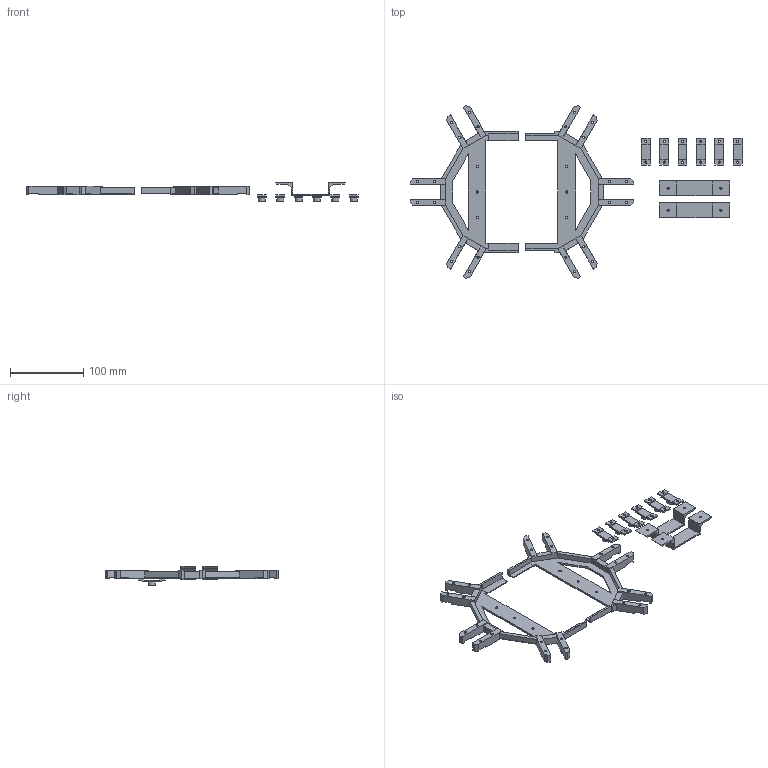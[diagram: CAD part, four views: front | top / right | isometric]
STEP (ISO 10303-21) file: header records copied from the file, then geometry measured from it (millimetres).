
FILE_DESCRIPTION(/* description */ ('','CAx-IF Rec.Pracs.---Representation and Presentation of Product Manufacturing Information (PMI)---4.0---2014-10-13'),/* implementation_level */ '2;1');
FILE_NAME(/* name */ 'Lower Base.step',/* time_stamp */ '2024-12-14T11:59:28Z',/* author */ (''),/* organization */ (''),/* preprocessor_version */ 'ST-DEVELOPER v20',/* originating_system */ 'Autodesk Translation Framework v13.20.0.188',/* authorisation */ '');
FILE_SCHEMA (('AP242_MANAGED_MODEL_BASED_3D_ENGINEERING_MIM_LF { 1 0 10303 442 1 1 4 }'));
Length unit declared in the file: millimetre
Products named in the file (1): Lower Base
Bounding box: 452.16 x 235.01 x 26 mm (x, y, z)
Volume: 118169 mm3; surface area: 82105.1 mm2
Topology: 10 solids, 10 shells, 406 faces, 1104 edges, 724 vertices
Faces by surface type: plane 342, cylinder 64
Full cylindrical faces by diameter (mm): 3 x46, 7 x12, 9.5 x6
Entity records: 12894 total; most frequent: CARTESIAN_POINT 2235, ORIENTED_EDGE 2208, DIRECTION 2082, EDGE_CURVE 1104, LINE 940, VECTOR 940, VERTEX_POINT 724, AXIS2_PLACEMENT_3D 571
